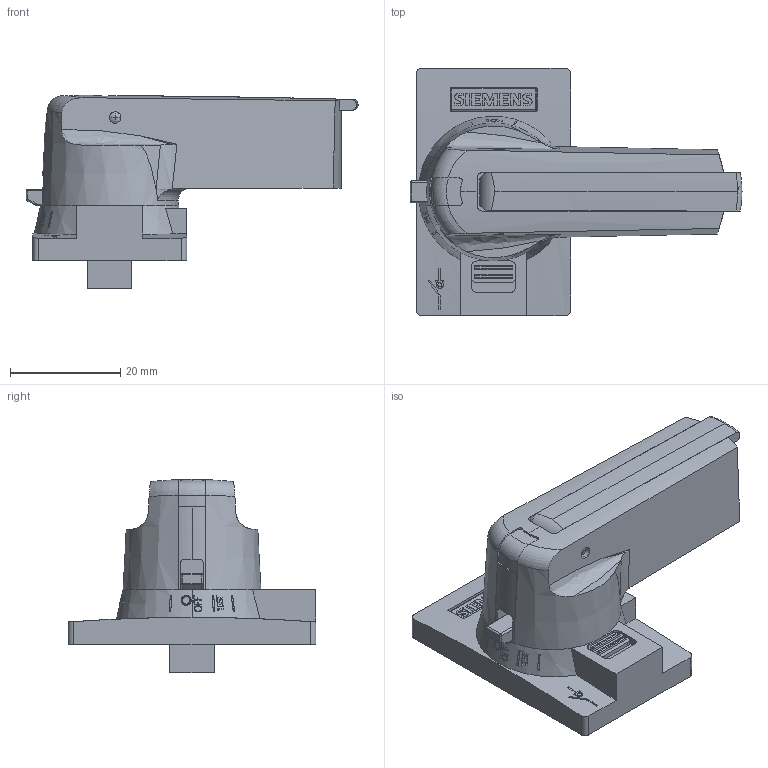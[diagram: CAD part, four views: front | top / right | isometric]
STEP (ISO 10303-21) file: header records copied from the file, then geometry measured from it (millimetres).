
FILE_DESCRIPTION(('STEP AP214'),'1');
FILE_NAME('cctmp_F4D1CD5A-898C-4357-AE79-8DDBD6C41CCA_2023_04_14_00_58_30_0555..stp','2023-04-13T22:58:31',('SIEMENS A&D'),('CADClick - www.CADClick.com'),'Spatial InterOp 3D postprocessed',' ','unknown authorization');
FILE_SCHEMA(('AUTOMOTIVE_DESIGN'));
Length unit declared in the file: millimetre
Products named in the file (1): 2023_04_14_00_58_30_0524
Bounding box: 60.15 x 44.9 x 35 mm (x, y, z)
Volume: 23547.5 mm3; surface area: 9575.1 mm2
Topology: 1 solids, 1 shells, 554 faces, 1509 edges, 972 vertices
Faces by surface type: plane 355, cylinder 131, sphere 26, cone 25, torus 9, bspline 8
Entity records: 32788 total; most frequent: CARTESIAN_POINT 7228, STYLED_ITEM 3013, PRESENTATION_STYLE_ASSIGNMENT 3013, ORIENTED_EDGE 2972, DIRECTION 2963, EDGE_CURVE 1486, CURVE_STYLE 1486, DRAUGHTING_PRE_DEFINED_CURVE_FONT 1486
